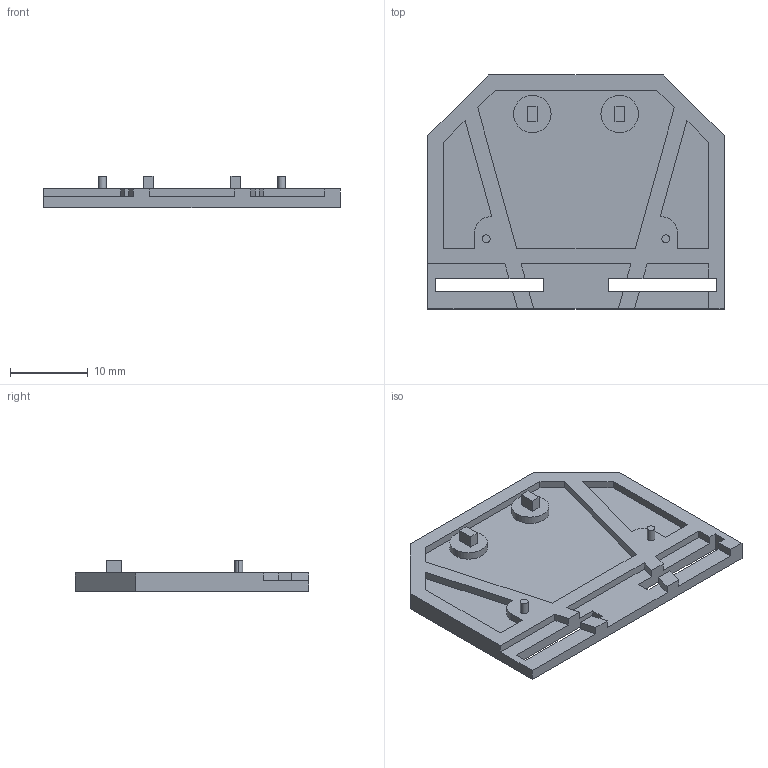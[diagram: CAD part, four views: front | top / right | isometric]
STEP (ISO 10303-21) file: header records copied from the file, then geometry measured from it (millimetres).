
FILE_DESCRIPTION (( 'STEP AP203' ), '1' );
FILE_NAME ('plc-sak-s-2.5 Çàãëóøêà äëÿ JXB-S-2.5 ñåðàÿ.STEP', '2017-04-28T06:53:08', ( 'kuryshev' ), ( '' ), 'SwSTEP 2.0', 'SolidWorks 2010', '' );
FILE_SCHEMA (( 'CONFIG_CONTROL_DESIGN' ));
Length unit declared in the file: millimetre
Products named in the file (1): plc-sak-s-2.5 Çàãëóøêà äëÿ JXB-S-2.5 ñåðàÿ
Bounding box: 38 x 30 x 4 mm (x, y, z)
Volume: 1812.8 mm3; surface area: 2740.8 mm2
Topology: 1 solids, 1 shells, 96 faces, 249 edges, 166 vertices
Faces by surface type: plane 82, cylinder 14
Entity records: 2986 total; most frequent: CARTESIAN_POINT 512, ORIENTED_EDGE 498, DIRECTION 471, EDGE_CURVE 249, LINE 221, VECTOR 221, VERTEX_POINT 166, AXIS2_PLACEMENT_3D 125
